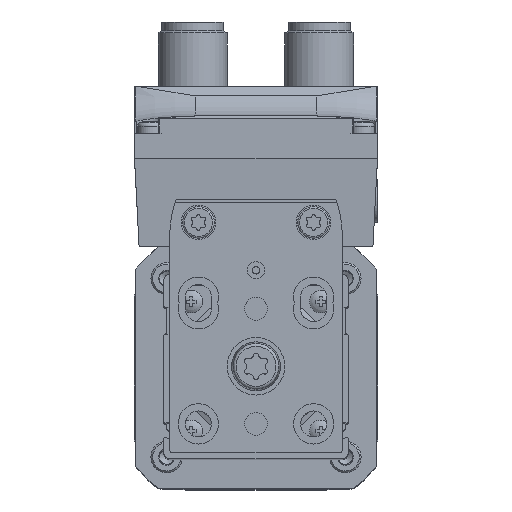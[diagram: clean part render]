
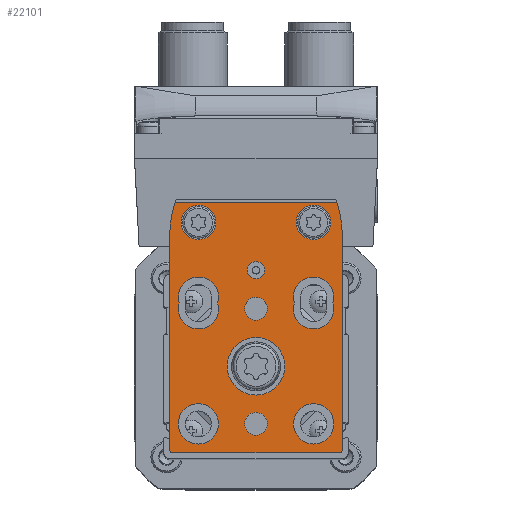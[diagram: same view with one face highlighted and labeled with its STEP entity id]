
A CAD part, top view. The second image highlights one B-rep face of the part: STEP entity #22101.
In plain terms, the highlighted planar face has unit normal (0, 0, 1).
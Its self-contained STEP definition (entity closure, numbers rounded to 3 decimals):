
#542=LINE('',#32420,#1856);
#546=LINE('',#32432,#1860);
#550=LINE('',#32444,#1864);
#555=LINE('',#32455,#1869);
#1856=VECTOR('',#26690,1000.);
#1860=VECTOR('',#26702,1000.);
#1864=VECTOR('',#26714,1000.);
#1869=VECTOR('',#26727,1000.);
#2942=PLANE('',#23565);
#4051=CIRCLE('',#23551,19.5);
#4053=CIRCLE('',#23555,0.5);
#4055=CIRCLE('',#23559,0.5);
#4057=CIRCLE('',#23563,19.5);
#4058=CIRCLE('',#23566,3.);
#4059=CIRCLE('',#23567,3.);
#4060=CIRCLE('',#23568,2.);
#4061=CIRCLE('',#23569,2.);
#4062=CIRCLE('',#23570,3.5);
#4063=CIRCLE('',#23571,3.5);
#4064=CIRCLE('',#23572,3.5);
#4065=CIRCLE('',#23573,3.5);
#4066=CIRCLE('',#23574,5.);
#4067=CIRCLE('',#23575,3.5);
#4068=CIRCLE('',#23576,3.5);
#4069=CIRCLE('',#23577,1.5);
#6072=ORIENTED_EDGE('',*,*,#10545,.T.);
#6073=ORIENTED_EDGE('',*,*,#10546,.T.);
#6074=ORIENTED_EDGE('',*,*,#10547,.F.);
#6075=ORIENTED_EDGE('',*,*,#10548,.F.);
#6076=ORIENTED_EDGE('',*,*,#10549,.F.);
#6077=ORIENTED_EDGE('',*,*,#10550,.F.);
#6078=ORIENTED_EDGE('',*,*,#10551,.F.);
#6079=ORIENTED_EDGE('',*,*,#10552,.F.);
#6080=ORIENTED_EDGE('',*,*,#10553,.T.);
#6081=ORIENTED_EDGE('',*,*,#10554,.T.);
#6082=ORIENTED_EDGE('',*,*,#10555,.T.);
#6083=ORIENTED_EDGE('',*,*,#10556,.F.);
#6084=ORIENTED_EDGE('',*,*,#10521,.T.);
#6085=ORIENTED_EDGE('',*,*,#10525,.T.);
#6086=ORIENTED_EDGE('',*,*,#10528,.T.);
#6087=ORIENTED_EDGE('',*,*,#10531,.T.);
#6088=ORIENTED_EDGE('',*,*,#10534,.T.);
#6089=ORIENTED_EDGE('',*,*,#10537,.T.);
#6090=ORIENTED_EDGE('',*,*,#10540,.T.);
#6091=ORIENTED_EDGE('',*,*,#10544,.T.);
#10521=EDGE_CURVE('',#12867,#12866,#4051,.T.);
#10525=EDGE_CURVE('',#12866,#12869,#542,.T.);
#10528=EDGE_CURVE('',#12869,#12871,#4053,.T.);
#10531=EDGE_CURVE('',#12871,#12873,#546,.T.);
#10534=EDGE_CURVE('',#12873,#12875,#4055,.T.);
#10537=EDGE_CURVE('',#12875,#12877,#550,.T.);
#10540=EDGE_CURVE('',#12877,#12879,#4057,.T.);
#10544=EDGE_CURVE('',#12879,#12867,#555,.T.);
#10545=EDGE_CURVE('',#12880,#12880,#4058,.T.);
#10546=EDGE_CURVE('',#12881,#12881,#4059,.T.);
#10547=EDGE_CURVE('',#12882,#12882,#4060,.T.);
#10548=EDGE_CURVE('',#12883,#12883,#4061,.T.);
#10549=EDGE_CURVE('',#12884,#12885,#4062,.T.);
#10550=EDGE_CURVE('',#12885,#12884,#4063,.T.);
#10551=EDGE_CURVE('',#12886,#12887,#4064,.T.);
#10552=EDGE_CURVE('',#12887,#12886,#4065,.T.);
#10553=EDGE_CURVE('',#12888,#12888,#4066,.T.);
#10554=EDGE_CURVE('',#12889,#12889,#4067,.T.);
#10555=EDGE_CURVE('',#12890,#12890,#4068,.T.);
#10556=EDGE_CURVE('',#12891,#12891,#4069,.T.);
#12866=VERTEX_POINT('',#32411);
#12867=VERTEX_POINT('',#32413);
#12869=VERTEX_POINT('',#32419);
#12871=VERTEX_POINT('',#32425);
#12873=VERTEX_POINT('',#32431);
#12875=VERTEX_POINT('',#32437);
#12877=VERTEX_POINT('',#32443);
#12879=VERTEX_POINT('',#32449);
#12880=VERTEX_POINT('',#32458);
#12881=VERTEX_POINT('',#32460);
#12882=VERTEX_POINT('',#32462);
#12883=VERTEX_POINT('',#32464);
#12884=VERTEX_POINT('',#32466);
#12885=VERTEX_POINT('',#32467);
#12886=VERTEX_POINT('',#32470);
#12887=VERTEX_POINT('',#32471);
#12888=VERTEX_POINT('',#32474);
#12889=VERTEX_POINT('',#32476);
#12890=VERTEX_POINT('',#32478);
#12891=VERTEX_POINT('',#32480);
#14617=EDGE_LOOP('',(#6072));
#14618=EDGE_LOOP('',(#6073));
#14619=EDGE_LOOP('',(#6074));
#14620=EDGE_LOOP('',(#6075));
#14621=EDGE_LOOP('',(#6076,#6077));
#14622=EDGE_LOOP('',(#6078,#6079));
#14623=EDGE_LOOP('',(#6080));
#14624=EDGE_LOOP('',(#6081));
#14625=EDGE_LOOP('',(#6082));
#14626=EDGE_LOOP('',(#6083));
#14627=EDGE_LOOP('',(#6084,#6085,#6086,#6087,#6088,#6089,#6090,#6091));
#16139=FACE_BOUND('',#14617,.T.);
#16140=FACE_BOUND('',#14618,.T.);
#16141=FACE_BOUND('',#14619,.T.);
#16142=FACE_BOUND('',#14620,.T.);
#16143=FACE_BOUND('',#14621,.T.);
#16144=FACE_BOUND('',#14622,.T.);
#16145=FACE_BOUND('',#14623,.T.);
#16146=FACE_BOUND('',#14624,.T.);
#16147=FACE_BOUND('',#14625,.T.);
#16148=FACE_BOUND('',#14626,.T.);
#16149=FACE_BOUND('',#14627,.T.);
#22101=ADVANCED_FACE('',(#16139,#16140,#16141,#16142,#16143,#16144,#16145,
#16146,#16147,#16148,#16149),#2942,.T.);
#23551=AXIS2_PLACEMENT_3D('',#32412,#26683,#26684);
#23555=AXIS2_PLACEMENT_3D('',#32426,#26696,#26697);
#23559=AXIS2_PLACEMENT_3D('',#32438,#26708,#26709);
#23563=AXIS2_PLACEMENT_3D('',#32450,#26720,#26721);
#23565=AXIS2_PLACEMENT_3D('',#32456,#26728,#26729);
#23566=AXIS2_PLACEMENT_3D('',#32457,#26730,#26731);
#23567=AXIS2_PLACEMENT_3D('',#32459,#26732,#26733);
#23568=AXIS2_PLACEMENT_3D('',#32461,#26734,#26735);
#23569=AXIS2_PLACEMENT_3D('',#32463,#26736,#26737);
#23570=AXIS2_PLACEMENT_3D('',#32465,#26738,#26739);
#23571=AXIS2_PLACEMENT_3D('',#32468,#26740,#26741);
#23572=AXIS2_PLACEMENT_3D('',#32469,#26742,#26743);
#23573=AXIS2_PLACEMENT_3D('',#32472,#26744,#26745);
#23574=AXIS2_PLACEMENT_3D('',#32473,#26746,#26747);
#23575=AXIS2_PLACEMENT_3D('',#32475,#26748,#26749);
#23576=AXIS2_PLACEMENT_3D('',#32477,#26750,#26751);
#23577=AXIS2_PLACEMENT_3D('',#32479,#26752,#26753);
#26683=DIRECTION('',(0.,0.,1.));
#26684=DIRECTION('',(1.,0.,0.));
#26690=DIRECTION('',(0.,-1.,0.));
#26696=DIRECTION('',(0.,0.,1.));
#26697=DIRECTION('',(1.,0.,0.));
#26702=DIRECTION('',(1.,0.,0.));
#26708=DIRECTION('',(0.,0.,1.));
#26709=DIRECTION('',(1.,0.,0.));
#26714=DIRECTION('',(0.,1.,0.));
#26720=DIRECTION('',(0.,0.,1.));
#26721=DIRECTION('',(1.,0.,0.));
#26727=DIRECTION('',(-1.,0.,0.));
#26728=DIRECTION('',(0.,0.,1.));
#26729=DIRECTION('',(1.,0.,0.));
#26730=DIRECTION('',(0.,0.,-1.));
#26731=DIRECTION('',(-1.,0.,0.));
#26732=DIRECTION('',(0.,0.,-1.));
#26733=DIRECTION('',(-1.,0.,0.));
#26734=DIRECTION('',(0.,0.,1.));
#26735=DIRECTION('',(1.,0.,0.));
#26736=DIRECTION('',(0.,0.,1.));
#26737=DIRECTION('',(1.,0.,0.));
#26738=DIRECTION('',(0.,0.,1.));
#26739=DIRECTION('',(1.,0.,0.));
#26740=DIRECTION('',(0.,0.,1.));
#26741=DIRECTION('',(1.,0.,0.));
#26742=DIRECTION('',(0.,0.,1.));
#26743=DIRECTION('',(1.,0.,0.));
#26744=DIRECTION('',(0.,0.,1.));
#26745=DIRECTION('',(1.,0.,0.));
#26746=DIRECTION('',(0.,0.,-1.));
#26747=DIRECTION('',(-1.,0.,0.));
#26748=DIRECTION('',(0.,0.,-1.));
#26749=DIRECTION('',(-1.,0.,0.));
#26750=DIRECTION('',(0.,0.,-1.));
#26751=DIRECTION('',(-1.,0.,0.));
#26752=DIRECTION('',(0.,0.,1.));
#26753=DIRECTION('',(1.,0.,0.));
#32411=CARTESIAN_POINT('',(-15.,22.5,8.));
#32412=CARTESIAN_POINT('',(4.5,22.5,8.));
#32413=CARTESIAN_POINT('',(-14.054,28.5,8.));
#32419=CARTESIAN_POINT('',(-15.,-14.5,8.));
#32420=CARTESIAN_POINT('',(-15.,22.5,8.));
#32425=CARTESIAN_POINT('',(-14.5,-15.,8.));
#32426=CARTESIAN_POINT('',(-14.5,-14.5,8.));
#32431=CARTESIAN_POINT('',(14.5,-15.,8.));
#32432=CARTESIAN_POINT('',(-14.5,-15.,8.));
#32437=CARTESIAN_POINT('',(15.,-14.5,8.));
#32438=CARTESIAN_POINT('',(14.5,-14.5,8.));
#32443=CARTESIAN_POINT('',(15.,22.5,8.));
#32444=CARTESIAN_POINT('',(15.,-14.5,8.));
#32449=CARTESIAN_POINT('',(14.054,28.5,8.));
#32450=CARTESIAN_POINT('',(-4.5,22.5,8.));
#32455=CARTESIAN_POINT('',(14.054,28.5,8.));
#32456=CARTESIAN_POINT('',(4.5,22.5,8.));
#32457=CARTESIAN_POINT('',(10.,25.,8.));
#32458=CARTESIAN_POINT('',(7.,25.,8.));
#32459=CARTESIAN_POINT('',(-10.,25.,8.));
#32460=CARTESIAN_POINT('',(-13.,25.,8.));
#32461=CARTESIAN_POINT('',(0.,-10.,8.));
#32462=CARTESIAN_POINT('',(2.,-10.,8.));
#32463=CARTESIAN_POINT('',(0.,10.,8.));
#32464=CARTESIAN_POINT('',(2.,10.,8.));
#32465=CARTESIAN_POINT('',(-10.,10.,8.));
#32466=CARTESIAN_POINT('',(-13.354,11.,8.));
#32467=CARTESIAN_POINT('',(-6.646,11.,8.));
#32468=CARTESIAN_POINT('',(-10.,12.,8.));
#32469=CARTESIAN_POINT('',(10.,10.,8.));
#32470=CARTESIAN_POINT('',(6.646,11.,8.));
#32471=CARTESIAN_POINT('',(13.354,11.,8.));
#32472=CARTESIAN_POINT('',(10.,12.,8.));
#32473=CARTESIAN_POINT('',(0.,0.,8.));
#32474=CARTESIAN_POINT('',(-5.,0.,8.));
#32475=CARTESIAN_POINT('',(-10.,-10.,8.));
#32476=CARTESIAN_POINT('',(-13.5,-10.,8.));
#32477=CARTESIAN_POINT('',(10.,-10.,8.));
#32478=CARTESIAN_POINT('',(6.5,-10.,8.));
#32479=CARTESIAN_POINT('',(0.,16.7,8.));
#32480=CARTESIAN_POINT('',(1.5,16.7,8.));
